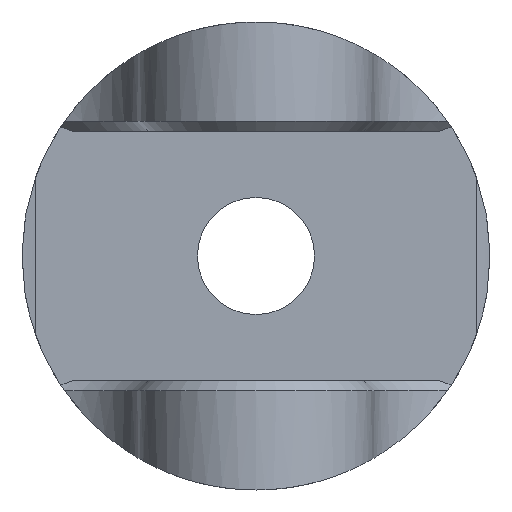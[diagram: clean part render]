
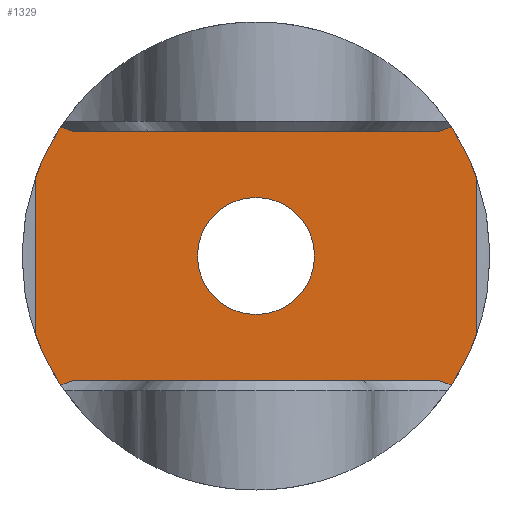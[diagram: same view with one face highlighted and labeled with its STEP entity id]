
A CAD part, front view. The second image highlights one B-rep face of the part: STEP entity #1329.
In plain terms, the highlighted planar face has unit normal (0, -1, 0).
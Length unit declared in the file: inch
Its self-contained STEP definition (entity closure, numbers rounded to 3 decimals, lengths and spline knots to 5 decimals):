
#4 = B_SPLINE_CURVE_WITH_KNOTS ( 'NONE', 3,
 ( #314, #1116, #1209, #1448 ),
 .UNSPECIFIED., .F., .F.,
 ( 4, 4 ),
 ( 0., 0.00102 ),
 .UNSPECIFIED. ) ;
#8 = DIRECTION ( 'NONE',  ( 0., 0., 1. ) ) ;
#21 = CARTESIAN_POINT ( 'NONE',  ( -0.70635, 1.14745, 0.25214 ) ) ;
#26 = LINE ( 'NONE', #688, #909 ) ;
#31 = VERTEX_POINT ( 'NONE', #268 ) ;
#52 = CARTESIAN_POINT ( 'NONE',  ( -0.62565, 1.14745, -0.41359 ) ) ;
#55 = CIRCLE ( 'NONE', #1180, 0.75 ) ;
#67 = CARTESIAN_POINT ( 'NONE',  ( 0.62565, 1.14745, -0.41359 ) ) ;
#87 = B_SPLINE_CURVE_WITH_KNOTS ( 'NONE', 3,
 ( #365, #273, #1182, #67 ),
 .UNSPECIFIED., .F., .F.,
 ( 4, 4 ),
 ( 0., 0.00102 ),
 .UNSPECIFIED. ) ;
#124 = CARTESIAN_POINT ( 'NONE',  ( 0.62565, 1.14745, -0.41359 ) ) ;
#133 = AXIS2_PLACEMENT_3D ( 'NONE', #881, #1320, #654 ) ;
#139 = EDGE_CURVE ( 'NONE', #246, #857, #1332, .T. ) ;
#144 = DIRECTION ( 'NONE',  ( 0., 0., -1. ) ) ;
#210 = VERTEX_POINT ( 'NONE', #52 ) ;
#215 = CARTESIAN_POINT ( 'NONE',  ( -0.62565, 1.14745, 0.41359 ) ) ;
#224 = VERTEX_POINT ( 'NONE', #948 ) ;
#239 = VERTEX_POINT ( 'NONE', #991 ) ;
#246 = VERTEX_POINT ( 'NONE', #215 ) ;
#248 = CARTESIAN_POINT ( 'NONE',  ( -0.60023, 1.14745, 0.40498 ) ) ;
#249 = EDGE_CURVE ( 'NONE', #380, #239, #1000, .T. ) ;
#255 = ORIENTED_EDGE ( 'NONE', *, *, #1347, .T. ) ;
#258 = B_SPLINE_CURVE_WITH_KNOTS ( 'NONE', 3,
 ( #748, #398, #565, #1131 ),
 .UNSPECIFIED., .F., .F.,
 ( 4, 4 ),
 ( 0., 0.00102 ),
 .UNSPECIFIED. ) ;
#266 = CARTESIAN_POINT ( 'NONE',  ( -0.58777, 1.14745, 0.4 ) ) ;
#268 = CARTESIAN_POINT ( 'NONE',  ( 0.58777, 1.14745, -0.4 ) ) ;
#273 = CARTESIAN_POINT ( 'NONE',  ( 0.60023, 1.14745, -0.40498 ) ) ;
#283 = FACE_BOUND ( 'NONE', #888, .T. ) ;
#297 = LINE ( 'NONE', #998, #695 ) ;
#314 = CARTESIAN_POINT ( 'NONE',  ( 0.62565, 1.14745, 0.41359 ) ) ;
#315 = EDGE_CURVE ( 'NONE', #1231, #857, #26, .T. ) ;
#317 = DIRECTION ( 'NONE',  ( 0., 0., -1. ) ) ;
#318 = ORIENTED_EDGE ( 'NONE', *, *, #435, .T. ) ;
#326 = DIRECTION ( 'NONE',  ( 0., 0., 1. ) ) ;
#349 = ORIENTED_EDGE ( 'NONE', *, *, #992, .F. ) ;
#351 = AXIS2_PLACEMENT_3D ( 'NONE', #666, #1442, #414 ) ;
#352 = CARTESIAN_POINT ( 'NONE',  ( -0.58777, 1.14745, 0.4 ) ) ;
#359 = CARTESIAN_POINT ( 'NONE',  ( 0.70635, 1.14745, -0.25214 ) ) ;
#365 = CARTESIAN_POINT ( 'NONE',  ( 0.58777, 1.14745, -0.4 ) ) ;
#371 = VERTEX_POINT ( 'NONE', #1304 ) ;
#380 = VERTEX_POINT ( 'NONE', #837 ) ;
#383 = CARTESIAN_POINT ( 'NONE',  ( -0.62565, 1.14745, 0.41359 ) ) ;
#398 = CARTESIAN_POINT ( 'NONE',  ( -0.61285, 1.14745, -0.40954 ) ) ;
#405 = VERTEX_POINT ( 'NONE', #1361 ) ;
#414 = DIRECTION ( 'NONE',  ( 0., 0., -1. ) ) ;
#435 = EDGE_CURVE ( 'NONE', #1231, #210, #55, .T. ) ;
#459 = CARTESIAN_POINT ( 'NONE',  ( -0.70635, 1.14745, -0.25214 ) ) ;
#465 = CARTESIAN_POINT ( 'NONE',  ( 0., 1.14745, 0. ) ) ;
#496 = PLANE ( 'NONE',  #1090 ) ;
#500 = ORIENTED_EDGE ( 'NONE', *, *, #536, .T. ) ;
#536 = EDGE_CURVE ( 'NONE', #1270, #246, #1246, .T. ) ;
#547 = VERTEX_POINT ( 'NONE', #1191 ) ;
#565 = CARTESIAN_POINT ( 'NONE',  ( -0.60023, 1.14745, -0.40498 ) ) ;
#583 = ORIENTED_EDGE ( 'NONE', *, *, #656, .T. ) ;
#586 = AXIS2_PLACEMENT_3D ( 'NONE', #696, #1254, #144 ) ;
#587 = CARTESIAN_POINT ( 'NONE',  ( -0.61285, 1.14745, 0.40954 ) ) ;
#599 = CARTESIAN_POINT ( 'NONE',  ( 0., 1.14745, 0. ) ) ;
#617 = DIRECTION ( 'NONE',  ( 0., 0., -1. ) ) ;
#628 = EDGE_LOOP ( 'NONE', ( #864, #903, #1146, #500, #1462, #715, #318, #583, #882, #255, #791, #1166 ) ) ;
#654 = DIRECTION ( 'NONE',  ( 0., 0., -1. ) ) ;
#656 = EDGE_CURVE ( 'NONE', #210, #405, #258, .T. ) ;
#666 = CARTESIAN_POINT ( 'NONE',  ( 0., 1.14745, 0. ) ) ;
#688 = CARTESIAN_POINT ( 'NONE',  ( -0.70635, 1.14745, 4.47648 ) ) ;
#689 = LINE ( 'NONE', #1041, #1419 ) ;
#695 = VECTOR ( 'NONE', #751, 39.37008 ) ;
#696 = CARTESIAN_POINT ( 'NONE',  ( 0., 1.14745, 0. ) ) ;
#715 = ORIENTED_EDGE ( 'NONE', *, *, #315, .F. ) ;
#724 = ORIENTED_EDGE ( 'NONE', *, *, #249, .F. ) ;
#748 = CARTESIAN_POINT ( 'NONE',  ( -0.62565, 1.14745, -0.41359 ) ) ;
#751 = DIRECTION ( 'NONE',  ( -1., 0., 0. ) ) ;
#766 = CARTESIAN_POINT ( 'NONE',  ( 0.70635, 1.14745, 4.47648 ) ) ;
#767 = EDGE_CURVE ( 'NONE', #836, #1173, #1302, .T. ) ;
#791 = ORIENTED_EDGE ( 'NONE', *, *, #767, .T. ) ;
#824 = VECTOR ( 'NONE', #326, 39.37008 ) ;
#836 = VERTEX_POINT ( 'NONE', #124 ) ;
#837 = CARTESIAN_POINT ( 'NONE',  ( 0., 1.14745, 0.1875 ) ) ;
#852 = FACE_OUTER_BOUND ( 'NONE', #628, .T. ) ;
#857 = VERTEX_POINT ( 'NONE', #21 ) ;
#864 = ORIENTED_EDGE ( 'NONE', *, *, #1016, .T. ) ;
#881 = CARTESIAN_POINT ( 'NONE',  ( 0., 1.14745, 0. ) ) ;
#882 = ORIENTED_EDGE ( 'NONE', *, *, #1187, .F. ) ;
#888 = EDGE_LOOP ( 'NONE', ( #724, #349 ) ) ;
#903 = ORIENTED_EDGE ( 'NONE', *, *, #1449, .T. ) ;
#909 = VECTOR ( 'NONE', #8, 39.37008 ) ;
#917 = DIRECTION ( 'NONE',  ( 0., -1., 0. ) ) ;
#936 = CIRCLE ( 'NONE', #133, 0.75 ) ;
#947 = CARTESIAN_POINT ( 'NONE',  ( 3.53898, 1.14745, -0.4 ) ) ;
#948 = CARTESIAN_POINT ( 'NONE',  ( 0.70635, 1.14745, 0.25214 ) ) ;
#991 = CARTESIAN_POINT ( 'NONE',  ( 0., 1.14745, -0.1875 ) ) ;
#992 = EDGE_CURVE ( 'NONE', #239, #380, #1013, .T. ) ;
#998 = CARTESIAN_POINT ( 'NONE',  ( 3.53898, 1.14745, 0.4 ) ) ;
#1000 = CIRCLE ( 'NONE', #351, 0.1875 ) ;
#1013 = CIRCLE ( 'NONE', #1097, 0.1875 ) ;
#1016 = EDGE_CURVE ( 'NONE', #224, #547, #936, .T. ) ;
#1029 = DIRECTION ( 'NONE',  ( -1., 0., 0. ) ) ;
#1041 = CARTESIAN_POINT ( 'NONE',  ( 3.53898, 1.14745, -0.4 ) ) ;
#1050 = DIRECTION ( 'NONE',  ( 0., -1., 0. ) ) ;
#1074 = AXIS2_PLACEMENT_3D ( 'NONE', #599, #1050, #1098 ) ;
#1089 = EDGE_CURVE ( 'NONE', #1173, #224, #1230, .T. ) ;
#1090 = AXIS2_PLACEMENT_3D ( 'NONE', #947, #1285, #617 ) ;
#1097 = AXIS2_PLACEMENT_3D ( 'NONE', #1421, #1194, #317 ) ;
#1098 = DIRECTION ( 'NONE',  ( 0., 0., -1. ) ) ;
#1116 = CARTESIAN_POINT ( 'NONE',  ( 0.61285, 1.14745, 0.40954 ) ) ;
#1131 = CARTESIAN_POINT ( 'NONE',  ( -0.58777, 1.14745, -0.4 ) ) ;
#1146 = ORIENTED_EDGE ( 'NONE', *, *, #1453, .T. ) ;
#1166 = ORIENTED_EDGE ( 'NONE', *, *, #1089, .T. ) ;
#1173 = VERTEX_POINT ( 'NONE', #359 ) ;
#1180 = AXIS2_PLACEMENT_3D ( 'NONE', #465, #917, #1293 ) ;
#1182 = CARTESIAN_POINT ( 'NONE',  ( 0.61285, 1.14745, -0.40954 ) ) ;
#1187 = EDGE_CURVE ( 'NONE', #31, #405, #689, .T. ) ;
#1191 = CARTESIAN_POINT ( 'NONE',  ( 0.62565, 1.14745, 0.41359 ) ) ;
#1194 = DIRECTION ( 'NONE',  ( 0., -1., 0. ) ) ;
#1209 = CARTESIAN_POINT ( 'NONE',  ( 0.60023, 1.14745, 0.40498 ) ) ;
#1230 = LINE ( 'NONE', #766, #824 ) ;
#1231 = VERTEX_POINT ( 'NONE', #459 ) ;
#1246 = B_SPLINE_CURVE_WITH_KNOTS ( 'NONE', 3,
 ( #352, #248, #587, #383 ),
 .UNSPECIFIED., .F., .F.,
 ( 4, 4 ),
 ( 0., 0.00102 ),
 .UNSPECIFIED. ) ;
#1254 = DIRECTION ( 'NONE',  ( 0., -1., 0. ) ) ;
#1270 = VERTEX_POINT ( 'NONE', #266 ) ;
#1285 = DIRECTION ( 'NONE',  ( 0., -1., 0. ) ) ;
#1293 = DIRECTION ( 'NONE',  ( 0., 0., -1. ) ) ;
#1302 = CIRCLE ( 'NONE', #586, 0.75 ) ;
#1304 = CARTESIAN_POINT ( 'NONE',  ( 0.58777, 1.14745, 0.4 ) ) ;
#1320 = DIRECTION ( 'NONE',  ( 0., -1., 0. ) ) ;
#1329 = ADVANCED_FACE ( 'NONE', ( #283, #852 ), #496, .T. ) ;
#1332 = CIRCLE ( 'NONE', #1074, 0.75 ) ;
#1347 = EDGE_CURVE ( 'NONE', #31, #836, #87, .T. ) ;
#1361 = CARTESIAN_POINT ( 'NONE',  ( -0.58777, 1.14745, -0.4 ) ) ;
#1419 = VECTOR ( 'NONE', #1029, 39.37008 ) ;
#1421 = CARTESIAN_POINT ( 'NONE',  ( 0., 1.14745, 0. ) ) ;
#1442 = DIRECTION ( 'NONE',  ( 0., -1., 0. ) ) ;
#1448 = CARTESIAN_POINT ( 'NONE',  ( 0.58777, 1.14745, 0.4 ) ) ;
#1449 = EDGE_CURVE ( 'NONE', #547, #371, #4, .T. ) ;
#1453 = EDGE_CURVE ( 'NONE', #371, #1270, #297, .T. ) ;
#1462 = ORIENTED_EDGE ( 'NONE', *, *, #139, .T. ) ;
